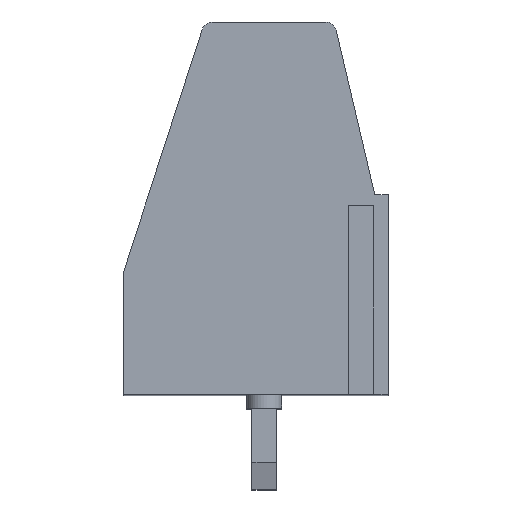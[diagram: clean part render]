
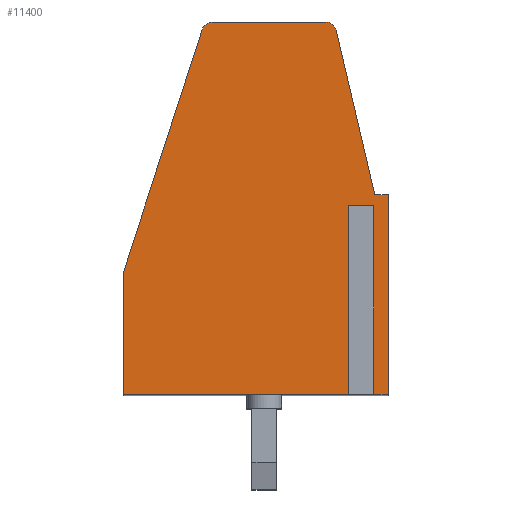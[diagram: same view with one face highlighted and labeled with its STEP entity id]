
A CAD part, top view. The second image highlights one B-rep face of the part: STEP entity #11400.
In plain terms, the highlighted face is planar.
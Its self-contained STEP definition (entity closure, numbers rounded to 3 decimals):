
#3100=CARTESIAN_POINT('',(-62.26,0.,-7.5));
#3110=DIRECTION('',(0.,1.,0.));
#3120=VECTOR('',#3110,1.);
#3130=LINE('',#3100,#3120);
#3140=CARTESIAN_POINT('',(-62.26,39.429,-7.5));
#3150=VERTEX_POINT('',#3140);
#3160=CARTESIAN_POINT('',(-62.26,46.429,-7.5));
#3170=VERTEX_POINT('',#3160);
#3180=EDGE_CURVE('',#3150,#3170,#3130,.T.);
#3990=CARTESIAN_POINT('',(-62.799,46.429,-7.5));
#4000=VERTEX_POINT('',#3990);
#4190=CARTESIAN_POINT('',(0.,46.429,-7.5));
#4200=DIRECTION('',(1.,0.,0.));
#4210=VECTOR('',#4200,1.);
#4220=LINE('',#4190,#4210);
#4230=EDGE_CURVE('',#4000,#3170,#4220,.T.);
#5040=CARTESIAN_POINT('',(-62.799,0.,-7.5));
#5050=DIRECTION('',(0.,-1.,0.));
#5060=VECTOR('',#5050,1.);
#5070=LINE('',#5040,#5060);
#5080=CARTESIAN_POINT('',(-62.799,39.429,-7.5));
#5090=VERTEX_POINT('',#5080);
#5100=EDGE_CURVE('',#4000,#5090,#5070,.T.);
#10540=CARTESIAN_POINT('',(0.,0.,-7.5));
#10550=DIRECTION('',(0.,0.,1.));
#10560=DIRECTION('',(1.,0.,0.));
#10570=AXIS2_PLACEMENT_3D('',#10540,#10550,#10560);
#10580=PLANE('',#10570);
#10590=CARTESIAN_POINT('',(0.,53.229,-7.5));
#10600=DIRECTION('',(-1.,0.,0.));
#10610=VECTOR('',#10600,1.);
#10620=LINE('',#10590,#10610);
#10630=CARTESIAN_POINT('',(-57.02,53.229,-7.5));
#10640=VERTEX_POINT('',#10630);
#10650=CARTESIAN_POINT('',(-61.212,53.229,-7.5));
#10660=VERTEX_POINT('',#10650);
#10670=EDGE_CURVE('',#10640,#10660,#10620,.T.);
#10680=ORIENTED_EDGE('',*,*,#10670,.F.);
#10690=CARTESIAN_POINT('',(-61.212,52.829,-7.5));
#10700=DIRECTION('',(0.,0.,1.));
#10710=DIRECTION('',(1.,0.,0.));
#10720=AXIS2_PLACEMENT_3D('',#10690,#10700,#10710);
#10730=CIRCLE('',#10720,0.4);
#10740=CARTESIAN_POINT('',(-61.602,52.92,-7.5));
#10750=VERTEX_POINT('',#10740);
#10760=EDGE_CURVE('',#10660,#10750,#10730,.T.);
#10770=ORIENTED_EDGE('',*,*,#10760,.F.);
#10780=CARTESIAN_POINT('',(-61.602,52.92,-7.5));
#10790=DIRECTION('',(-0.228,-0.974,0.));
#10800=VECTOR('',#10790,1.);
#10810=LINE('',#10780,#10800);
#10820=CARTESIAN_POINT('',(-63.03,46.829,-7.5));
#10830=VERTEX_POINT('',#10820);
#10840=EDGE_CURVE('',#10750,#10830,#10810,.T.);
#10850=ORIENTED_EDGE('',*,*,#10840,.F.);
#10860=CARTESIAN_POINT('',(-63.03,46.829,-7.5));
#10870=DIRECTION('',(-1.,0.,0.));
#10880=VECTOR('',#10870,1.);
#10890=LINE('',#10860,#10880);
#10900=CARTESIAN_POINT('',(-63.53,46.829,-7.5));
#10910=VERTEX_POINT('',#10900);
#10920=EDGE_CURVE('',#10830,#10910,#10890,.T.);
#10930=ORIENTED_EDGE('',*,*,#10920,.F.);
#10940=CARTESIAN_POINT('',(-63.53,0.,-7.5));
#10950=DIRECTION('',(0.,-1.,0.));
#10960=VECTOR('',#10950,1.);
#10970=LINE('',#10940,#10960);
#10980=CARTESIAN_POINT('',(-63.53,39.429,-7.5));
#10990=VERTEX_POINT('',#10980);
#11000=EDGE_CURVE('',#10910,#10990,#10970,.T.);
#11010=ORIENTED_EDGE('',*,*,#11000,.F.);
#11020=CARTESIAN_POINT('',(0.,39.429,-7.5));
#11030=DIRECTION('',(1.,0.,0.));
#11040=VECTOR('',#11030,1.);
#11050=LINE('',#11020,#11040);
#11060=EDGE_CURVE('',#10990,#5090,#11050,.T.);
#11070=ORIENTED_EDGE('',*,*,#11060,.F.);
#11080=ORIENTED_EDGE('',*,*,#5100,.T.);
#11090=ORIENTED_EDGE('',*,*,#4230,.F.);
#11100=ORIENTED_EDGE('',*,*,#3180,.T.);
#11110=CARTESIAN_POINT('',(-53.73,39.429,-7.5));
#11120=VERTEX_POINT('',#11110);
#11130=EDGE_CURVE('',#3150,#11120,#11050,.T.);
#11140=ORIENTED_EDGE('',*,*,#11130,.F.);
#11150=CARTESIAN_POINT('',(-53.73,39.429,-7.5));
#11160=DIRECTION('',(0.,1.,0.));
#11170=VECTOR('',#11160,1.);
#11180=LINE('',#11150,#11170);
#11190=CARTESIAN_POINT('',(-53.73,43.996,-7.5));
#11200=VERTEX_POINT('',#11190);
#11210=EDGE_CURVE('',#11120,#11200,#11180,.T.);
#11220=ORIENTED_EDGE('',*,*,#11210,.F.);
#11230=CARTESIAN_POINT('',(-56.64,52.953,-7.5));
#11240=DIRECTION('',(0.309,-0.951,0.));
#11250=VECTOR('',#11240,1.);
#11260=LINE('',#11230,#11250);
#11270=CARTESIAN_POINT('',(-56.64,52.953,-7.5));
#11280=VERTEX_POINT('',#11270);
#11290=EDGE_CURVE('',#11280,#11200,#11260,.T.);
#11300=ORIENTED_EDGE('',*,*,#11290,.T.);
#11310=CARTESIAN_POINT('',(-57.02,52.829,-7.5));
#11320=DIRECTION('',(0.,0.,1.));
#11330=DIRECTION('',(1.,0.,0.));
#11340=AXIS2_PLACEMENT_3D('',#11310,#11320,#11330);
#11350=CIRCLE('',#11340,0.4);
#11360=EDGE_CURVE('',#11280,#10640,#11350,.T.);
#11370=ORIENTED_EDGE('',*,*,#11360,.F.);
#11380=EDGE_LOOP('',(#11370,#11300,#11220,#11140,#11100,#11090,#11080,
#11070,#11010,#10930,#10850,#10770,#10680));
#11390=FACE_OUTER_BOUND('',#11380,.T.);
#11400=ADVANCED_FACE('',(#11390),#10580,.F.);
